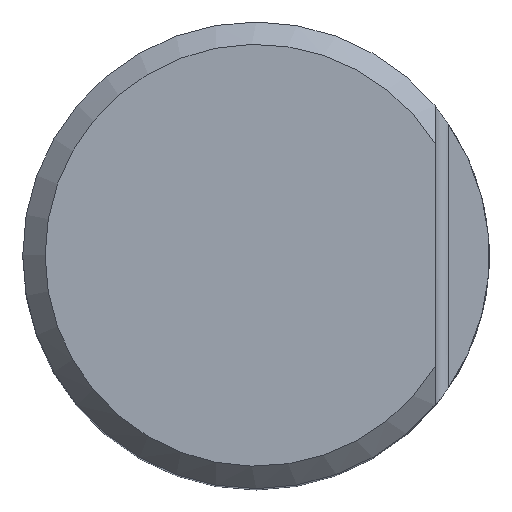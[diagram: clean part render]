
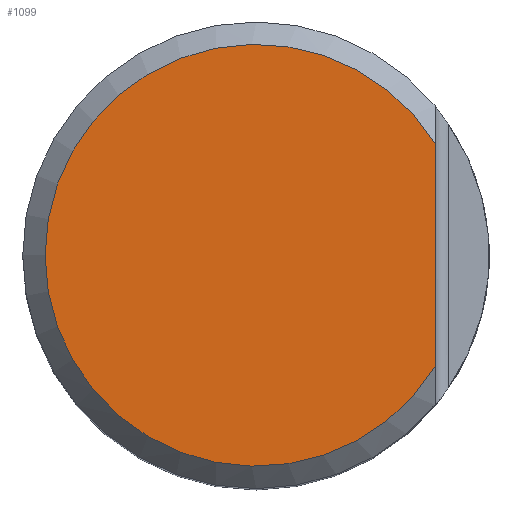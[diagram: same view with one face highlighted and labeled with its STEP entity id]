
A CAD part, top view. The second image highlights one B-rep face of the part: STEP entity #1099.
In plain terms, the highlighted planar face has unit normal (0, 0, 1).
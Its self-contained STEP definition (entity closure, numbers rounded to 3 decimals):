
#48=LINE('',#2364,#65);
#65=VECTOR('',#1485,19.932);
#130=PLANE('',#1227);
#321=FACE_OUTER_BOUND('',#419,.T.);
#419=EDGE_LOOP('',(#980,#981));
#506=CIRCLE('',#1226,18.85);
#600=VERTEX_POINT('',#2354);
#601=VERTEX_POINT('',#2358);
#732=EDGE_CURVE('',#600,#601,#506,.T.);
#734=EDGE_CURVE('',#600,#601,#48,.T.);
#980=ORIENTED_EDGE('',*,*,#734,.T.);
#981=ORIENTED_EDGE('',*,*,#732,.F.);
#1099=ADVANCED_FACE('',(#321),#130,.T.);
#1226=AXIS2_PLACEMENT_3D('',#2359,#1481,#1482);
#1227=AXIS2_PLACEMENT_3D('',#2363,#1483,#1484);
#1481=DIRECTION('center_axis',(0.,0.,
-1.));
#1482=DIRECTION('ref_axis',(-1.,0.,0.));
#1483=DIRECTION('center_axis',(0.,0.,
1.));
#1484=DIRECTION('ref_axis',(0.,1.,0.));
#1485=DIRECTION('',(0.,1.,0.));
#2354=CARTESIAN_POINT('',(16.,-9.966,36.));
#2358=CARTESIAN_POINT('',(16.,9.966,36.));
#2359=CARTESIAN_POINT('Origin',(0.,0.,
36.));
#2363=CARTESIAN_POINT('Origin',(-9.425,0.,
36.));
#2364=CARTESIAN_POINT('',(16.,0.,36.));
